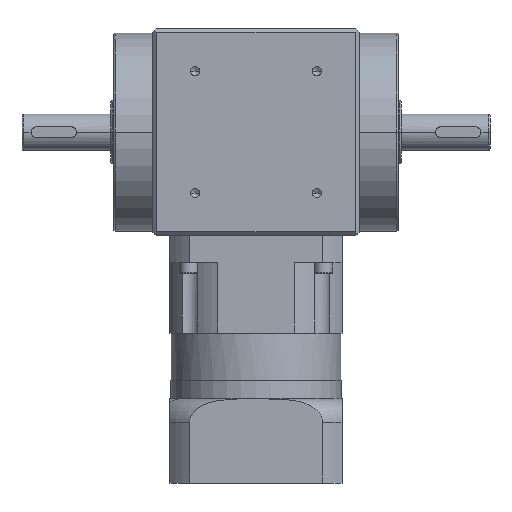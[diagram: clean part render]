
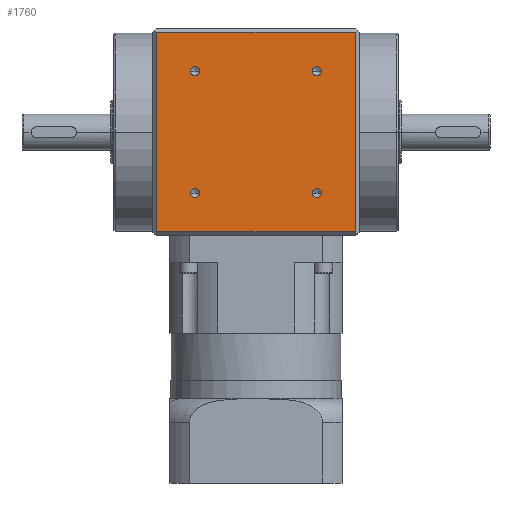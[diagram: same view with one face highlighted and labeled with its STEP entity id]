
A CAD part, top view. The second image highlights one B-rep face of the part: STEP entity #1760.
In plain terms, the highlighted planar face has unit normal (0, 0, 1).
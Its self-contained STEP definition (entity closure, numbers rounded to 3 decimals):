
#168 = CARTESIAN_POINT ( 'NONE',  ( -33.588, 162.012, 57. ) ) ;
#309 = EDGE_LOOP ( 'NONE', ( #7486, #7135 ) ) ;
#327 = VERTEX_POINT ( 'NONE', #14986 ) ;
#470 = CARTESIAN_POINT ( 'NONE',  ( 54.844, 138.1, 57. ) ) ;
#605 = LINE ( 'NONE', #9698, #4960 ) ;
#945 = AXIS2_PLACEMENT_3D ( 'NONE', #4973, #16416, #6618 ) ;
#1025 = ORIENTED_EDGE ( 'NONE', *, *, #11164, .F. ) ;
#1539 = DIRECTION ( 'NONE',  ( 0., -1., 0. ) ) ;
#1760 = ADVANCED_FACE ( 'NONE', ( #12356, #10583, #16212, #11868, #7482 ), #11088, .F. ) ;
#1940 = CARTESIAN_POINT ( 'NONE',  ( -33.588, 226.688, 57. ) ) ;
#1964 = CIRCLE ( 'NONE', #17223, 2.5 ) ;
#2382 = CIRCLE ( 'NONE', #20870, 2.5 ) ;
#2916 = LINE ( 'NONE', #15378, #18735 ) ;
#3073 = CARTESIAN_POINT ( 'NONE',  ( 33.588, 162.012, 57. ) ) ;
#3122 = CIRCLE ( 'NONE', #10622, 2.5 ) ;
#3453 = ORIENTED_EDGE ( 'NONE', *, *, #15330, .F. ) ;
#3575 = DIRECTION ( 'NONE',  ( 0., -1., 0. ) ) ;
#3905 = CIRCLE ( 'NONE', #17688, 2.5 ) ;
#4217 = ORIENTED_EDGE ( 'NONE', *, *, #20036, .F. ) ;
#4370 = LINE ( 'NONE', #12187, #20692 ) ;
#4516 = DIRECTION ( 'NONE',  ( 0., 0., 1. ) ) ;
#4532 = CIRCLE ( 'NONE', #10309, 2.5 ) ;
#4627 = DIRECTION ( 'NONE',  ( 0., 1., 0. ) ) ;
#4960 = VECTOR ( 'NONE', #19491, 1000. ) ;
#4973 = CARTESIAN_POINT ( 'NONE',  ( 33.588, 226.688, 57. ) ) ;
#5063 = EDGE_CURVE ( 'NONE', #17818, #14598, #2382, .T. ) ;
#5675 = DIRECTION ( 'NONE',  ( 0., 1., 0. ) ) ;
#5994 = CIRCLE ( 'NONE', #945, 2.5 ) ;
#5998 = CARTESIAN_POINT ( 'NONE',  ( -60., 250.1, 57. ) ) ;
#6068 = DIRECTION ( 'NONE',  ( 0., 0., -1. ) ) ;
#6618 = DIRECTION ( 'NONE',  ( 0., -1., 0. ) ) ;
#6962 = CARTESIAN_POINT ( 'NONE',  ( 33.588, 159.512, 57. ) ) ;
#7067 = VERTEX_POINT ( 'NONE', #11027 ) ;
#7135 = ORIENTED_EDGE ( 'NONE', *, *, #5063, .F. ) ;
#7143 = LINE ( 'NONE', #18202, #10997 ) ;
#7273 = CARTESIAN_POINT ( 'NONE',  ( 33.588, 224.188, 57. ) ) ;
#7482 = FACE_OUTER_BOUND ( 'NONE', #14937, .T. ) ;
#7486 = ORIENTED_EDGE ( 'NONE', *, *, #18415, .F. ) ;
#7556 = EDGE_CURVE ( 'NONE', #17584, #11903, #605, .T. ) ;
#7807 = CARTESIAN_POINT ( 'NONE',  ( -33.588, 226.688, 57. ) ) ;
#7837 = CARTESIAN_POINT ( 'NONE',  ( -54.844, 138.1, 57. ) ) ;
#8415 = DIRECTION ( 'NONE',  ( 1., 0., 0. ) ) ;
#8596 = DIRECTION ( 'NONE',  ( 0., -1., 0. ) ) ;
#8763 = CARTESIAN_POINT ( 'NONE',  ( -33.588, 159.512, 57. ) ) ;
#8935 = VERTEX_POINT ( 'NONE', #3073 ) ;
#9058 = CARTESIAN_POINT ( 'NONE',  ( 33.588, 226.688, 57. ) ) ;
#9135 = AXIS2_PLACEMENT_3D ( 'NONE', #5998, #6068, #4627 ) ;
#9430 = DIRECTION ( 'NONE',  ( 0., -1., 0. ) ) ;
#9698 = CARTESIAN_POINT ( 'NONE',  ( -60., 138.1, 57. ) ) ;
#10225 = CARTESIAN_POINT ( 'NONE',  ( 33.588, 229.188, 57. ) ) ;
#10309 = AXIS2_PLACEMENT_3D ( 'NONE', #14334, #4516, #15983 ) ;
#10403 = DIRECTION ( 'NONE',  ( 0., -1., 0. ) ) ;
#10432 = DIRECTION ( 'NONE',  ( 0., -1., 0. ) ) ;
#10504 = ORIENTED_EDGE ( 'NONE', *, *, #13380, .F. ) ;
#10583 = FACE_BOUND ( 'NONE', #14853, .T. ) ;
#10615 = VERTEX_POINT ( 'NONE', #12682 ) ;
#10622 = AXIS2_PLACEMENT_3D ( 'NONE', #6962, #18398, #8596 ) ;
#10686 = ORIENTED_EDGE ( 'NONE', *, *, #15844, .F. ) ;
#10735 = DIRECTION ( 'NONE',  ( 0., -1., 0. ) ) ;
#10997 = VECTOR ( 'NONE', #8415, 1000. ) ;
#11027 = CARTESIAN_POINT ( 'NONE',  ( -33.588, 157.012, 57. ) ) ;
#11088 = PLANE ( 'NONE',  #9135 ) ;
#11164 = EDGE_CURVE ( 'NONE', #20752, #13269, #3905, .T. ) ;
#11348 = DIRECTION ( 'NONE',  ( 0., 0., 1. ) ) ;
#11425 = AXIS2_PLACEMENT_3D ( 'NONE', #7807, #19228, #9430 ) ;
#11868 = FACE_BOUND ( 'NONE', #12873, .T. ) ;
#11903 = VERTEX_POINT ( 'NONE', #7837 ) ;
#12187 = CARTESIAN_POINT ( 'NONE',  ( -54.844, 0., 57. ) ) ;
#12356 = FACE_BOUND ( 'NONE', #309, .T. ) ;
#12682 = CARTESIAN_POINT ( 'NONE',  ( 33.588, 157.012, 57. ) ) ;
#12873 = EDGE_LOOP ( 'NONE', ( #15897, #3453 ) ) ;
#13091 = EDGE_CURVE ( 'NONE', #327, #14608, #7143, .T. ) ;
#13199 = ORIENTED_EDGE ( 'NONE', *, *, #7556, .F. ) ;
#13269 = VERTEX_POINT ( 'NONE', #7273 ) ;
#13367 = DIRECTION ( 'NONE',  ( 0., 0., 1. ) ) ;
#13380 = EDGE_CURVE ( 'NONE', #8935, #10615, #3122, .T. ) ;
#13511 = ORIENTED_EDGE ( 'NONE', *, *, #13091, .F. ) ;
#13542 = EDGE_CURVE ( 'NONE', #11903, #327, #4370, .T. ) ;
#13740 = AXIS2_PLACEMENT_3D ( 'NONE', #21074, #11348, #1539 ) ;
#14334 = CARTESIAN_POINT ( 'NONE',  ( -33.588, 159.512, 57. ) ) ;
#14598 = VERTEX_POINT ( 'NONE', #17204 ) ;
#14608 = VERTEX_POINT ( 'NONE', #15662 ) ;
#14853 = EDGE_LOOP ( 'NONE', ( #4217, #1025 ) ) ;
#14937 = EDGE_LOOP ( 'NONE', ( #10686, #13511, #20317, #13199 ) ) ;
#14986 = CARTESIAN_POINT ( 'NONE',  ( -54.844, 248.1, 57. ) ) ;
#15330 = EDGE_CURVE ( 'NONE', #20084, #7067, #1964, .T. ) ;
#15378 = CARTESIAN_POINT ( 'NONE',  ( 54.844, 0., 57. ) ) ;
#15662 = CARTESIAN_POINT ( 'NONE',  ( 54.844, 248.1, 57. ) ) ;
#15717 = EDGE_LOOP ( 'NONE', ( #15778, #10504 ) ) ;
#15778 = ORIENTED_EDGE ( 'NONE', *, *, #17862, .F. ) ;
#15844 = EDGE_CURVE ( 'NONE', #14608, #17584, #2916, .T. ) ;
#15897 = ORIENTED_EDGE ( 'NONE', *, *, #18411, .F. ) ;
#15983 = DIRECTION ( 'NONE',  ( 0., -1., 0. ) ) ;
#16212 = FACE_BOUND ( 'NONE', #15717, .T. ) ;
#16416 = DIRECTION ( 'NONE',  ( 0., 0., 1. ) ) ;
#17204 = CARTESIAN_POINT ( 'NONE',  ( -33.588, 224.188, 57. ) ) ;
#17223 = AXIS2_PLACEMENT_3D ( 'NONE', #8763, #20194, #10432 ) ;
#17478 = CARTESIAN_POINT ( 'NONE',  ( -33.588, 229.188, 57. ) ) ;
#17584 = VERTEX_POINT ( 'NONE', #470 ) ;
#17587 = CIRCLE ( 'NONE', #11425, 2.5 ) ;
#17688 = AXIS2_PLACEMENT_3D ( 'NONE', #9058, #20479, #10735 ) ;
#17818 = VERTEX_POINT ( 'NONE', #17478 ) ;
#17862 = EDGE_CURVE ( 'NONE', #10615, #8935, #19654, .T. ) ;
#18202 = CARTESIAN_POINT ( 'NONE',  ( -60., 248.1, 57. ) ) ;
#18398 = DIRECTION ( 'NONE',  ( 0., 0., 1. ) ) ;
#18411 = EDGE_CURVE ( 'NONE', #7067, #20084, #4532, .T. ) ;
#18415 = EDGE_CURVE ( 'NONE', #14598, #17818, #17587, .T. ) ;
#18735 = VECTOR ( 'NONE', #10403, 1000. ) ;
#19228 = DIRECTION ( 'NONE',  ( 0., 0., 1. ) ) ;
#19491 = DIRECTION ( 'NONE',  ( -1., 0., 0. ) ) ;
#19654 = CIRCLE ( 'NONE', #13740, 2.5 ) ;
#20036 = EDGE_CURVE ( 'NONE', #13269, #20752, #5994, .T. ) ;
#20084 = VERTEX_POINT ( 'NONE', #168 ) ;
#20194 = DIRECTION ( 'NONE',  ( 0., 0., 1. ) ) ;
#20317 = ORIENTED_EDGE ( 'NONE', *, *, #13542, .F. ) ;
#20479 = DIRECTION ( 'NONE',  ( 0., 0., 1. ) ) ;
#20692 = VECTOR ( 'NONE', #5675, 1000. ) ;
#20752 = VERTEX_POINT ( 'NONE', #10225 ) ;
#20870 = AXIS2_PLACEMENT_3D ( 'NONE', #1940, #13367, #3575 ) ;
#21074 = CARTESIAN_POINT ( 'NONE',  ( 33.588, 159.512, 57. ) ) ;
